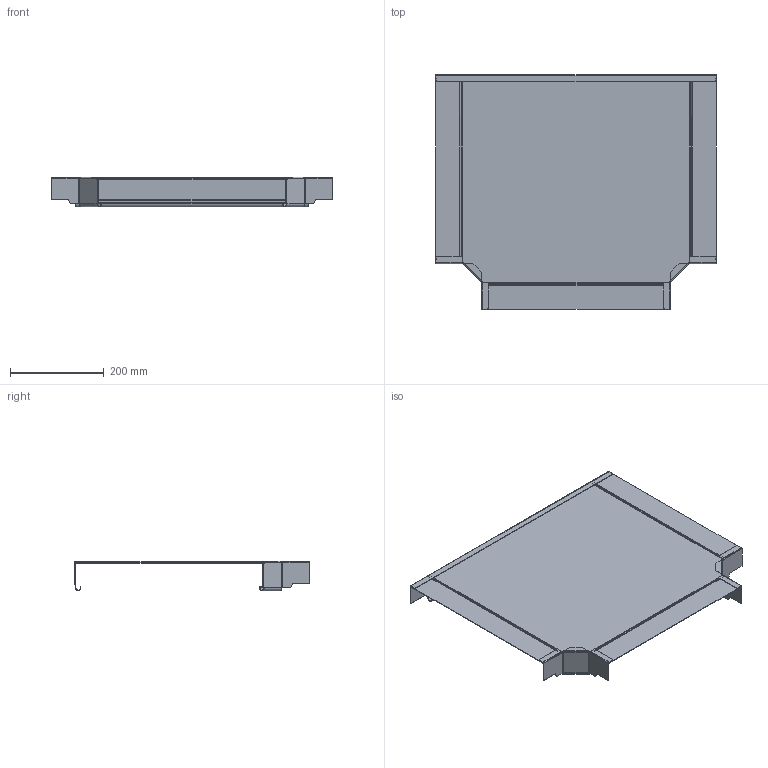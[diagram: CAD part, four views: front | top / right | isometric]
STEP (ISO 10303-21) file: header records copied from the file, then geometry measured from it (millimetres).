
FILE_DESCRIPTION((''),'2;1');
FILE_NAME('6041328_ASM','2012-10-04T',('AndreasKeweloh'),(''),'PRO/ENGINEER BY PARAMETRIC TECHNOLOGY CORPORATION, 2012230','PRO/ENGINEER BY PARAMETRIC TECHNOLOGY CORPORATION, 2012230','');
FILE_SCHEMA(('CONFIG_CONTROL_DESIGN'));
Length unit declared in the file: millimetre
Products named in the file (4): 6041328_HOLM_RTM_640; 6041328_INNENHOLM60; 6041328_BODENBLECH_RTM_400; 6041328_ASM
Assembly tree (4 placements, depth 2):
  6041328_ASM
    6041328_HOLM_RTM_640
    6041328_INNENHOLM60  x2
    6041328_BODENBLECH_RTM_400
Bounding box: 599.2 x 501.35 x 63 mm (x, y, z)
Volume: 447509.8 mm3; surface area: 721946.2 mm2
Topology: 4 solids, 4 shells, 459 faces, 1185 edges, 753 vertices
Faces by surface type: plane 284, cylinder 90, extrusion 69, bspline 16
Entity records: 14342 total; most frequent: CARTESIAN_POINT 5230, ORIENTED_EDGE 1970, DIRECTION 1632, EDGE_CURVE 985, VECTOR 764, LINE 695, VERTEX_POINT 635, AXIS2_PLACEMENT_3D 434
